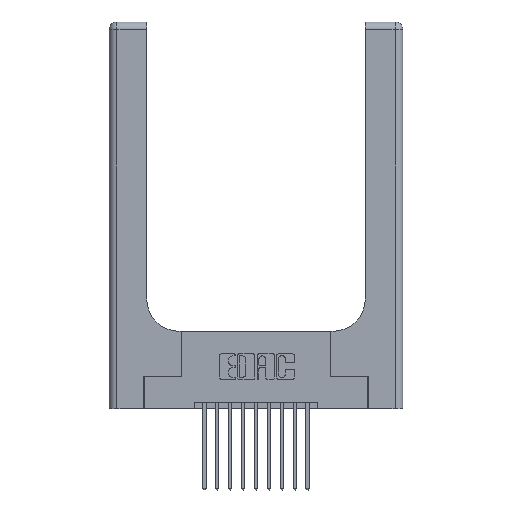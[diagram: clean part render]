
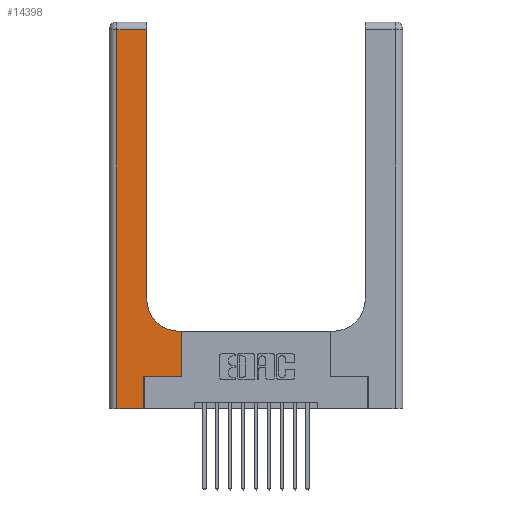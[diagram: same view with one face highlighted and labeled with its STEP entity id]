
A CAD part, top view. The second image highlights one B-rep face of the part: STEP entity #14398.
In plain terms, the highlighted planar face has unit normal (0, 0, 1).
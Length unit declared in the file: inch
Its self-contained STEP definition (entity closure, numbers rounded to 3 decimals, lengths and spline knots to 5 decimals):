
#15 = CARTESIAN_POINT ( 'NONE',  ( 0., 0., 0.37 ) ) ;
#336 = VERTEX_POINT ( 'NONE', #5351 ) ;
#534 = VERTEX_POINT ( 'NONE', #7231 ) ;
#566 = VERTEX_POINT ( 'NONE', #3485 ) ;
#689 = AXIS2_PLACEMENT_3D ( 'NONE', #10017, #2163, #11271 ) ;
#848 = DIRECTION ( 'NONE',  ( -1., 0., 0. ) ) ;
#1151 = ORIENTED_EDGE ( 'NONE', *, *, #5966, .T. ) ;
#1179 = CARTESIAN_POINT ( 'NONE',  ( 0.2915, 2.94, 0.37 ) ) ;
#1492 = ORIENTED_EDGE ( 'NONE', *, *, #1981, .T. ) ;
#1555 = EDGE_CURVE ( 'NONE', #336, #6433, #2388, .T. ) ;
#1638 = VECTOR ( 'NONE', #13846, 39.37008 ) ;
#1981 = EDGE_CURVE ( 'NONE', #566, #15559, #13850, .T. ) ;
#2094 = DIRECTION ( 'NONE',  ( 0., 1., 0. ) ) ;
#2163 = DIRECTION ( 'NONE',  ( 0., 0., -1. ) ) ;
#2220 = ORIENTED_EDGE ( 'NONE', *, *, #10191, .T. ) ;
#2362 = CARTESIAN_POINT ( 'NONE',  ( 0.269, 0.25, 0.37 ) ) ;
#2388 = LINE ( 'NONE', #14746, #6333 ) ;
#2653 = FACE_OUTER_BOUND ( 'NONE', #7812, .T. ) ;
#3001 = VECTOR ( 'NONE', #15347, 39.37008 ) ;
#3124 = LINE ( 'NONE', #8579, #6245 ) ;
#3485 = CARTESIAN_POINT ( 'NONE',  ( 0.06, 0., 0.37 ) ) ;
#3621 = EDGE_CURVE ( 'NONE', #15559, #534, #8100, .T. ) ;
#3643 = CARTESIAN_POINT ( 'NONE',  ( 0.06, 2.94, 0.37 ) ) ;
#4816 = CARTESIAN_POINT ( 'NONE',  ( 0., 2.94, 0.37 ) ) ;
#4877 = CARTESIAN_POINT ( 'NONE',  ( 0.269, 0., 0.37 ) ) ;
#5207 = DIRECTION ( 'NONE',  ( 0., 0., -1. ) ) ;
#5351 = CARTESIAN_POINT ( 'NONE',  ( 0.5585, 0.6, 0.37 ) ) ;
#5809 = CARTESIAN_POINT ( 'NONE',  ( 0.2915, 0.85, 0.37 ) ) ;
#5966 = EDGE_CURVE ( 'NONE', #11952, #566, #3124, .T. ) ;
#6200 = CARTESIAN_POINT ( 'NONE',  ( 0.2915, 3., 0.37 ) ) ;
#6221 = AXIS2_PLACEMENT_3D ( 'NONE', #9081, #5207, #14133 ) ;
#6245 = VECTOR ( 'NONE', #14871, 39.37008 ) ;
#6333 = VECTOR ( 'NONE', #14476, 39.37008 ) ;
#6429 = LINE ( 'NONE', #4816, #9050 ) ;
#6433 = VERTEX_POINT ( 'NONE', #10890 ) ;
#6448 = VERTEX_POINT ( 'NONE', #5809 ) ;
#6739 = VECTOR ( 'NONE', #13731, 39.37008 ) ;
#6957 = LINE ( 'NONE', #14074, #3001 ) ;
#7048 = ORIENTED_EDGE ( 'NONE', *, *, #3621, .T. ) ;
#7231 = CARTESIAN_POINT ( 'NONE',  ( 0.269, 0.25, 0.37 ) ) ;
#7329 = ORIENTED_EDGE ( 'NONE', *, *, #13218, .T. ) ;
#7812 = EDGE_LOOP ( 'NONE', ( #10637, #7329, #1151, #1492, #7048, #9470, #14848, #10154, #2220 ) ) ;
#8100 = LINE ( 'NONE', #11207, #14818 ) ;
#8141 = CIRCLE ( 'NONE', #689, 0.25 ) ;
#8466 = CARTESIAN_POINT ( 'NONE',  ( 0.5585, 0.25, 0.37 ) ) ;
#8579 = CARTESIAN_POINT ( 'NONE',  ( 0.06, 3., 0.37 ) ) ;
#8631 = LINE ( 'NONE', #6200, #1638 ) ;
#8893 = DIRECTION ( 'NONE',  ( 1., 0., 0. ) ) ;
#9050 = VECTOR ( 'NONE', #848, 39.37008 ) ;
#9081 = CARTESIAN_POINT ( 'NONE',  ( 0., 3., 0.37 ) ) ;
#9470 = ORIENTED_EDGE ( 'NONE', *, *, #13819, .T. ) ;
#10017 = CARTESIAN_POINT ( 'NONE',  ( 0.5415, 0.85, 0.37 ) ) ;
#10154 = ORIENTED_EDGE ( 'NONE', *, *, #1555, .T. ) ;
#10191 = EDGE_CURVE ( 'NONE', #6433, #6448, #8141, .T. ) ;
#10637 = ORIENTED_EDGE ( 'NONE', *, *, #13769, .T. ) ;
#10890 = CARTESIAN_POINT ( 'NONE',  ( 0.5415, 0.6, 0.37 ) ) ;
#11207 = CARTESIAN_POINT ( 'NONE',  ( 0.269, 0., 0.37 ) ) ;
#11271 = DIRECTION ( 'NONE',  ( 1., 0., 0. ) ) ;
#11952 = VERTEX_POINT ( 'NONE', #3643 ) ;
#12891 = PLANE ( 'NONE',  #6221 ) ;
#13218 = EDGE_CURVE ( 'NONE', #13913, #11952, #6429, .T. ) ;
#13581 = VERTEX_POINT ( 'NONE', #8466 ) ;
#13731 = DIRECTION ( 'NONE',  ( 1., 0., 0. ) ) ;
#13769 = EDGE_CURVE ( 'NONE', #6448, #13913, #8631, .T. ) ;
#13819 = EDGE_CURVE ( 'NONE', #534, #13581, #14567, .T. ) ;
#13846 = DIRECTION ( 'NONE',  ( 0., 1., 0. ) ) ;
#13850 = LINE ( 'NONE', #15, #6739 ) ;
#13913 = VERTEX_POINT ( 'NONE', #1179 ) ;
#14074 = CARTESIAN_POINT ( 'NONE',  ( 0.5585, 0.25, 0.37 ) ) ;
#14133 = DIRECTION ( 'NONE',  ( -1., 0., 0. ) ) ;
#14148 = VECTOR ( 'NONE', #8893, 39.37008 ) ;
#14398 = ADVANCED_FACE ( 'NONE', ( #2653 ), #12891, .F. ) ;
#14476 = DIRECTION ( 'NONE',  ( -1., 0., 0. ) ) ;
#14567 = LINE ( 'NONE', #2362, #14148 ) ;
#14746 = CARTESIAN_POINT ( 'NONE',  ( 0.2915, 0.6, 0.37 ) ) ;
#14818 = VECTOR ( 'NONE', #2094, 39.37008 ) ;
#14848 = ORIENTED_EDGE ( 'NONE', *, *, #16232, .T. ) ;
#14871 = DIRECTION ( 'NONE',  ( 0., -1., 0. ) ) ;
#15347 = DIRECTION ( 'NONE',  ( 0., 1., 0. ) ) ;
#15559 = VERTEX_POINT ( 'NONE', #4877 ) ;
#16232 = EDGE_CURVE ( 'NONE', #13581, #336, #6957, .T. ) ;
